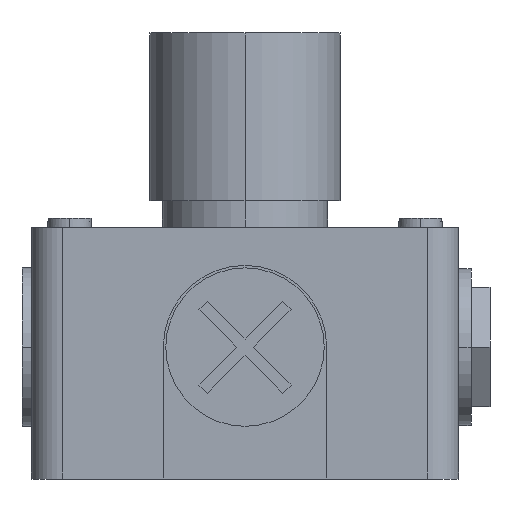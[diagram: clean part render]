
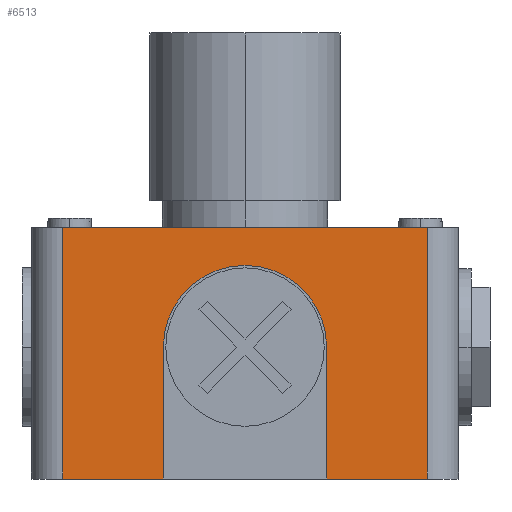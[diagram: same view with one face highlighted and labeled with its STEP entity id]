
A CAD part, left-side view. The second image highlights one B-rep face of the part: STEP entity #6513.
In plain terms, the highlighted planar face has unit normal (-1, 0, 0).
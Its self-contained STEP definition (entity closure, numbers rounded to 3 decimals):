
#824=DIRECTION('',(0.,-1.,0.));
#825=VECTOR('',#824,58.);
#826=CARTESIAN_POINT('',(0.,29.,40.));
#827=LINE('',#826,#825);
#999=DIRECTION('',(0.,1.,0.));
#1000=VECTOR('',#999,16.);
#1001=CARTESIAN_POINT('',(0.,-29.,0.));
#1002=LINE('',#1001,#1000);
#1035=DIRECTION('',(0.,1.,0.));
#1036=VECTOR('',#1035,16.);
#1037=CARTESIAN_POINT('',(0.,13.,0.));
#1038=LINE('',#1037,#1036);
#1063=CARTESIAN_POINT('',(0.,0.,21.));
#1064=DIRECTION('',(1.,0.,0.));
#1065=DIRECTION('',(0.,0.,1.));
#1066=AXIS2_PLACEMENT_3D('',#1063,#1064,#1065);
#1068=CARTESIAN_POINT('',(0.,0.,21.));
#1069=DIRECTION('',(1.,0.,0.));
#1070=DIRECTION('',(0.,1.,0.));
#1071=AXIS2_PLACEMENT_3D('',#1068,#1069,#1070);
#1073=DIRECTION('',(0.,0.,1.));
#1074=VECTOR('',#1073,21.);
#1075=CARTESIAN_POINT('',(0.,-13.,0.));
#1076=LINE('',#1075,#1074);
#1103=DIRECTION('',(0.,0.,-1.));
#1104=VECTOR('',#1103,21.);
#1105=CARTESIAN_POINT('',(0.,13.,21.));
#1106=LINE('',#1105,#1104);
#1119=DIRECTION('',(0.,0.,1.));
#1120=VECTOR('',#1119,40.);
#1121=CARTESIAN_POINT('',(0.,29.,0.));
#1122=LINE('',#1121,#1120);
#1335=DIRECTION('',(0.,0.,-1.));
#1336=VECTOR('',#1335,40.);
#1337=CARTESIAN_POINT('',(0.,-29.,40.));
#1338=LINE('',#1337,#1336);
#4598=CARTESIAN_POINT('',(0.,0.,34.));
#4600=VERTEX_POINT('',#4598);
#4601=CARTESIAN_POINT('',(0.,13.,21.));
#4602=VERTEX_POINT('',#4601);
#4933=CARTESIAN_POINT('',(0.,-13.,0.));
#4934=CARTESIAN_POINT('',(0.,-13.,21.));
#4935=VERTEX_POINT('',#4933);
#4936=VERTEX_POINT('',#4934);
#4941=CARTESIAN_POINT('',(0.,13.,0.));
#4942=VERTEX_POINT('',#4941);
#4945=CARTESIAN_POINT('',(0.,-29.,0.));
#4946=VERTEX_POINT('',#4945);
#4947=CARTESIAN_POINT('',(0.,29.,0.));
#4948=VERTEX_POINT('',#4947);
#5520=CARTESIAN_POINT('',(0.,29.,40.));
#5521=VERTEX_POINT('',#5520);
#5522=CARTESIAN_POINT('',(0.,-29.,40.));
#5523=VERTEX_POINT('',#5522);
#6491=CARTESIAN_POINT('',(0.,0.,0.));
#6492=DIRECTION('',(-1.,0.,0.));
#6493=DIRECTION('',(0.,-1.,0.));
#6494=AXIS2_PLACEMENT_3D('',#6491,#6492,#6493);
#6495=PLANE('',#6494);
#6497=ORIENTED_EDGE('',*,*,#6496,.T.);
#6499=ORIENTED_EDGE('',*,*,#6498,.F.);
#6501=ORIENTED_EDGE('',*,*,#6500,.F.);
#6503=ORIENTED_EDGE('',*,*,#6502,.T.);
#6504=ORIENTED_EDGE('',*,*,#6460,.T.);
#6506=ORIENTED_EDGE('',*,*,#6505,.T.);
#6507=ORIENTED_EDGE('',*,*,#6259,.T.);
#6509=ORIENTED_EDGE('',*,*,#6508,.T.);
#6510=ORIENTED_EDGE('',*,*,#6447,.T.);
#6511=EDGE_LOOP('',(#6497,#6499,#6501,#6503,#6504,#6506,#6507,#6509,#6510));
#6512=FACE_OUTER_BOUND('',#6511,.F.);
#1067=CIRCLE('',#1066,13.);
#1072=CIRCLE('',#1071,13.);
#6259=EDGE_CURVE('',#5521,#5523,#827,.T.);
#6447=EDGE_CURVE('',#4946,#4935,#1002,.T.);
#6460=EDGE_CURVE('',#4942,#4948,#1038,.T.);
#6496=EDGE_CURVE('',#4935,#4936,#1076,.T.);
#6498=EDGE_CURVE('',#4600,#4936,#1067,.T.);
#6500=EDGE_CURVE('',#4602,#4600,#1072,.T.);
#6502=EDGE_CURVE('',#4602,#4942,#1106,.T.);
#6505=EDGE_CURVE('',#4948,#5521,#1122,.T.);
#6508=EDGE_CURVE('',#5523,#4946,#1338,.T.);
#6513=ADVANCED_FACE('',(#6512),#6495,.T.);
